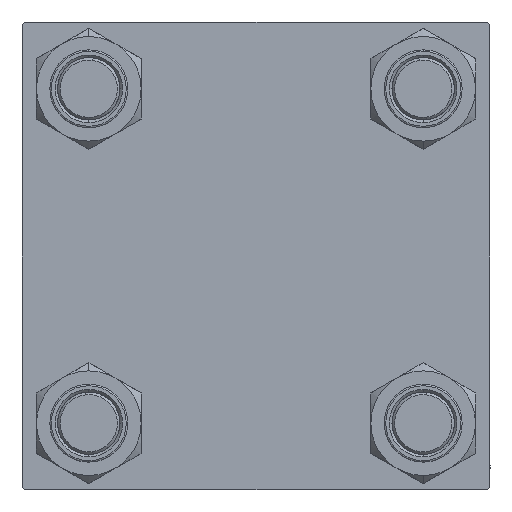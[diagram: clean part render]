
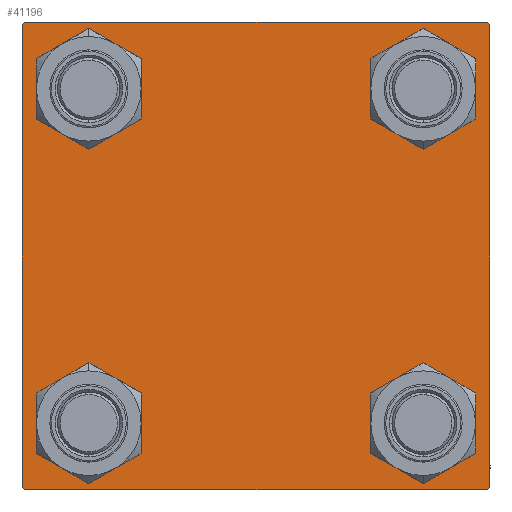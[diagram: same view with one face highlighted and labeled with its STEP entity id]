
A CAD part, left-side view. The second image highlights one B-rep face of the part: STEP entity #41196.
In plain terms, the highlighted planar face has unit normal (-1, 0, 0).
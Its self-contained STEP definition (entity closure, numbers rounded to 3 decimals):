
#23 = LINE ( 'NONE', #47331, #1268 ) ;
#238 = EDGE_CURVE ( 'NONE', #5922, #40288, #35894, .T. ) ;
#1268 = VECTOR ( 'NONE', #12478, 1000. ) ;
#1618 = CARTESIAN_POINT ( 'NONE',  ( 0., 32.15, 38.65 ) ) ;
#1627 = CARTESIAN_POINT ( 'NONE',  ( 0., -32.15, 32.15 ) ) ;
#1804 = CIRCLE ( 'NONE', #6666, 6.5 ) ;
#2002 = ORIENTED_EDGE ( 'NONE', *, *, #30368, .T. ) ;
#2063 = DIRECTION ( 'NONE',  ( 0., -1., 0. ) ) ;
#2288 = CIRCLE ( 'NONE', #23413, 6.5 ) ;
#2961 = DIRECTION ( 'NONE',  ( 1., 0., 0. ) ) ;
#3282 = ORIENTED_EDGE ( 'NONE', *, *, #36346, .T. ) ;
#3344 = AXIS2_PLACEMENT_3D ( 'NONE', #23732, #31603, #4400 ) ;
#3585 = DIRECTION ( 'NONE',  ( 0., 0., 1. ) ) ;
#4400 = DIRECTION ( 'NONE',  ( 0., 0., 1. ) ) ;
#4701 = EDGE_LOOP ( 'NONE', ( #2002, #26493 ) ) ;
#4949 = VERTEX_POINT ( 'NONE', #25581 ) ;
#5440 = VECTOR ( 'NONE', #21656, 1000. ) ;
#5753 = CIRCLE ( 'NONE', #6547, 6.5 ) ;
#5820 = CARTESIAN_POINT ( 'NONE',  ( 0., -45., 45. ) ) ;
#5877 = VERTEX_POINT ( 'NONE', #13332 ) ;
#5899 = CARTESIAN_POINT ( 'NONE',  ( 0., 44.75, -44.75 ) ) ;
#5922 = VERTEX_POINT ( 'NONE', #47690 ) ;
#6356 = ORIENTED_EDGE ( 'NONE', *, *, #14846, .T. ) ;
#6547 = AXIS2_PLACEMENT_3D ( 'NONE', #1627, #14066, #17125 ) ;
#6666 = AXIS2_PLACEMENT_3D ( 'NONE', #19088, #30300, #3585 ) ;
#7081 = CARTESIAN_POINT ( 'NONE',  ( 0., 44.5, 45. ) ) ;
#7195 = DIRECTION ( 'NONE',  ( 0., 0., 1. ) ) ;
#7771 = ORIENTED_EDGE ( 'NONE', *, *, #47663, .T. ) ;
#8069 = DIRECTION ( 'NONE',  ( 1., 0., 0. ) ) ;
#8326 = DIRECTION ( 'NONE',  ( 0., 0.707, -0.707 ) ) ;
#8570 = EDGE_LOOP ( 'NONE', ( #3282, #43296 ) ) ;
#8891 = EDGE_CURVE ( 'NONE', #40239, #25636, #21558, .T. ) ;
#9794 = VERTEX_POINT ( 'NONE', #7081 ) ;
#11349 = EDGE_CURVE ( 'NONE', #28190, #20135, #17259, .T. ) ;
#11554 = VECTOR ( 'NONE', #17316, 1000. ) ;
#11996 = VECTOR ( 'NONE', #25651, 1000. ) ;
#12119 = VERTEX_POINT ( 'NONE', #46119 ) ;
#12478 = DIRECTION ( 'NONE',  ( 0., -0.707, 0.707 ) ) ;
#12865 = CARTESIAN_POINT ( 'NONE',  ( 0., 45., 44.5 ) ) ;
#12870 = CARTESIAN_POINT ( 'NONE',  ( 0., -32.15, 32.15 ) ) ;
#12890 = CARTESIAN_POINT ( 'NONE',  ( 0., 44.75, 44.75 ) ) ;
#13332 = CARTESIAN_POINT ( 'NONE',  ( 0., 32.15, -25.65 ) ) ;
#14066 = DIRECTION ( 'NONE',  ( 1., 0., 0. ) ) ;
#14464 = CARTESIAN_POINT ( 'NONE',  ( 0., -32.15, -38.65 ) ) ;
#14637 = AXIS2_PLACEMENT_3D ( 'NONE', #42955, #38378, #27170 ) ;
#14831 = FACE_BOUND ( 'NONE', #26919, .T. ) ;
#14846 = EDGE_CURVE ( 'NONE', #28190, #39656, #40257, .T. ) ;
#16906 = CARTESIAN_POINT ( 'NONE',  ( 0., -32.15, -32.15 ) ) ;
#17061 = LINE ( 'NONE', #44049, #11554 ) ;
#17125 = DIRECTION ( 'NONE',  ( 0., 0., 1. ) ) ;
#17259 = LINE ( 'NONE', #5820, #11996 ) ;
#17311 = CARTESIAN_POINT ( 'NONE',  ( 0., 45., 45. ) ) ;
#17316 = DIRECTION ( 'NONE',  ( 0., 0., -1. ) ) ;
#17384 = EDGE_CURVE ( 'NONE', #26082, #33392, #2288, .T. ) ;
#17581 = DIRECTION ( 'NONE',  ( 0., -0.707, -0.707 ) ) ;
#17993 = AXIS2_PLACEMENT_3D ( 'NONE', #12870, #27889, #46978 ) ;
#19088 = CARTESIAN_POINT ( 'NONE',  ( 0., 32.15, -32.15 ) ) ;
#19523 = CARTESIAN_POINT ( 'NONE',  ( 0., 32.15, 25.65 ) ) ;
#19659 = DIRECTION ( 'NONE',  ( -1., 0., 0. ) ) ;
#19743 = EDGE_CURVE ( 'NONE', #9794, #39656, #24940, .T. ) ;
#20135 = VERTEX_POINT ( 'NONE', #49419 ) ;
#20654 = CARTESIAN_POINT ( 'NONE',  ( 0., -44.75, 44.75 ) ) ;
#20731 = AXIS2_PLACEMENT_3D ( 'NONE', #37568, #2961, #23030 ) ;
#20757 = EDGE_LOOP ( 'NONE', ( #7771, #39555, #27745, #37405, #28895, #6356, #22184, #30505 ) ) ;
#21558 = CIRCLE ( 'NONE', #20731, 6.5 ) ;
#21656 = DIRECTION ( 'NONE',  ( 0., 0.707, 0.707 ) ) ;
#21720 = DIRECTION ( 'NONE',  ( 1., 0., 0. ) ) ;
#22184 = ORIENTED_EDGE ( 'NONE', *, *, #19743, .F. ) ;
#22963 = PLANE ( 'NONE',  #26553 ) ;
#23027 = LINE ( 'NONE', #26829, #47523 ) ;
#23030 = DIRECTION ( 'NONE',  ( 0., 0., 1. ) ) ;
#23413 = AXIS2_PLACEMENT_3D ( 'NONE', #16906, #21720, #44135 ) ;
#23581 = DIRECTION ( 'NONE',  ( 0., 0., 1. ) ) ;
#23732 = CARTESIAN_POINT ( 'NONE',  ( 0., -32.15, -32.15 ) ) ;
#24447 = VERTEX_POINT ( 'NONE', #12865 ) ;
#24940 = LINE ( 'NONE', #17311, #34011 ) ;
#25543 = VECTOR ( 'NONE', #17581, 1000. ) ;
#25581 = CARTESIAN_POINT ( 'NONE',  ( 0., 45., -44.5 ) ) ;
#25636 = VERTEX_POINT ( 'NONE', #1618 ) ;
#25651 = DIRECTION ( 'NONE',  ( 0., 0., -1. ) ) ;
#26082 = VERTEX_POINT ( 'NONE', #30402 ) ;
#26493 = ORIENTED_EDGE ( 'NONE', *, *, #42587, .T. ) ;
#26553 = AXIS2_PLACEMENT_3D ( 'NONE', #38492, #19659, #7195 ) ;
#26829 = CARTESIAN_POINT ( 'NONE',  ( 0., 45., -45. ) ) ;
#26919 = EDGE_LOOP ( 'NONE', ( #42619, #34378 ) ) ;
#27170 = DIRECTION ( 'NONE',  ( 0., 0., 1. ) ) ;
#27543 = FACE_BOUND ( 'NONE', #33829, .T. ) ;
#27745 = ORIENTED_EDGE ( 'NONE', *, *, #37240, .T. ) ;
#27889 = DIRECTION ( 'NONE',  ( 1., 0., 0. ) ) ;
#28190 = VERTEX_POINT ( 'NONE', #48331 ) ;
#28442 = CIRCLE ( 'NONE', #14637, 6.5 ) ;
#28895 = ORIENTED_EDGE ( 'NONE', *, *, #11349, .F. ) ;
#30300 = DIRECTION ( 'NONE',  ( 1., 0., 0. ) ) ;
#30368 = EDGE_CURVE ( 'NONE', #5877, #37884, #1804, .T. ) ;
#30402 = CARTESIAN_POINT ( 'NONE',  ( 0., -32.15, -25.65 ) ) ;
#30505 = ORIENTED_EDGE ( 'NONE', *, *, #44900, .T. ) ;
#31119 = FACE_BOUND ( 'NONE', #8570, .T. ) ;
#31603 = DIRECTION ( 'NONE',  ( 1., 0., 0. ) ) ;
#32415 = ORIENTED_EDGE ( 'NONE', *, *, #238, .T. ) ;
#33392 = VERTEX_POINT ( 'NONE', #14464 ) ;
#33829 = EDGE_LOOP ( 'NONE', ( #47351, #32415 ) ) ;
#34011 = VECTOR ( 'NONE', #2063, 1000. ) ;
#34378 = ORIENTED_EDGE ( 'NONE', *, *, #45483, .T. ) ;
#35104 = CARTESIAN_POINT ( 'NONE',  ( 0., 32.15, -38.65 ) ) ;
#35252 = CARTESIAN_POINT ( 'NONE',  ( 0., 44.5, -45. ) ) ;
#35286 = CIRCLE ( 'NONE', #36915, 6.5 ) ;
#35894 = CIRCLE ( 'NONE', #17993, 6.5 ) ;
#36346 = EDGE_CURVE ( 'NONE', #25636, #40239, #35286, .T. ) ;
#36768 = EDGE_CURVE ( 'NONE', #4949, #49403, #40750, .T. ) ;
#36915 = AXIS2_PLACEMENT_3D ( 'NONE', #40129, #8069, #23581 ) ;
#37235 = CARTESIAN_POINT ( 'NONE',  ( 0., -32.15, 38.65 ) ) ;
#37240 = EDGE_CURVE ( 'NONE', #49403, #12119, #23027, .T. ) ;
#37405 = ORIENTED_EDGE ( 'NONE', *, *, #39920, .T. ) ;
#37568 = CARTESIAN_POINT ( 'NONE',  ( 0., 32.15, 32.15 ) ) ;
#37884 = VERTEX_POINT ( 'NONE', #35104 ) ;
#38378 = DIRECTION ( 'NONE',  ( 1., 0., 0. ) ) ;
#38492 = CARTESIAN_POINT ( 'NONE',  ( 0., 0., 0. ) ) ;
#39508 = CARTESIAN_POINT ( 'NONE',  ( 0., -44.5, 45. ) ) ;
#39555 = ORIENTED_EDGE ( 'NONE', *, *, #36768, .T. ) ;
#39656 = VERTEX_POINT ( 'NONE', #39508 ) ;
#39920 = EDGE_CURVE ( 'NONE', #12119, #20135, #23, .T. ) ;
#40129 = CARTESIAN_POINT ( 'NONE',  ( 0., 32.15, 32.15 ) ) ;
#40239 = VERTEX_POINT ( 'NONE', #19523 ) ;
#40257 = LINE ( 'NONE', #20654, #5440 ) ;
#40288 = VERTEX_POINT ( 'NONE', #37235 ) ;
#40750 = LINE ( 'NONE', #5899, #25543 ) ;
#41196 = ADVANCED_FACE ( 'NONE', ( #27543, #14831, #42304, #31119, #49941 ), #22963, .T. ) ;
#42304 = FACE_BOUND ( 'NONE', #4701, .T. ) ;
#42374 = DIRECTION ( 'NONE',  ( 0., -1., 0. ) ) ;
#42587 = EDGE_CURVE ( 'NONE', #37884, #5877, #28442, .T. ) ;
#42619 = ORIENTED_EDGE ( 'NONE', *, *, #17384, .T. ) ;
#42955 = CARTESIAN_POINT ( 'NONE',  ( 0., 32.15, -32.15 ) ) ;
#43160 = VECTOR ( 'NONE', #8326, 1000. ) ;
#43181 = LINE ( 'NONE', #12890, #43160 ) ;
#43296 = ORIENTED_EDGE ( 'NONE', *, *, #8891, .T. ) ;
#44049 = CARTESIAN_POINT ( 'NONE',  ( 0., 45., 45. ) ) ;
#44135 = DIRECTION ( 'NONE',  ( 0., 0., 1. ) ) ;
#44269 = EDGE_CURVE ( 'NONE', #40288, #5922, #5753, .T. ) ;
#44900 = EDGE_CURVE ( 'NONE', #9794, #24447, #43181, .T. ) ;
#45483 = EDGE_CURVE ( 'NONE', #33392, #26082, #45589, .T. ) ;
#45589 = CIRCLE ( 'NONE', #3344, 6.5 ) ;
#46119 = CARTESIAN_POINT ( 'NONE',  ( 0., -44.5, -45. ) ) ;
#46978 = DIRECTION ( 'NONE',  ( 0., 0., 1. ) ) ;
#47331 = CARTESIAN_POINT ( 'NONE',  ( 0., -44.75, -44.75 ) ) ;
#47351 = ORIENTED_EDGE ( 'NONE', *, *, #44269, .T. ) ;
#47523 = VECTOR ( 'NONE', #42374, 1000. ) ;
#47663 = EDGE_CURVE ( 'NONE', #24447, #4949, #17061, .T. ) ;
#47690 = CARTESIAN_POINT ( 'NONE',  ( 0., -32.15, 25.65 ) ) ;
#48331 = CARTESIAN_POINT ( 'NONE',  ( 0., -45., 44.5 ) ) ;
#49403 = VERTEX_POINT ( 'NONE', #35252 ) ;
#49419 = CARTESIAN_POINT ( 'NONE',  ( 0., -45., -44.5 ) ) ;
#49941 = FACE_OUTER_BOUND ( 'NONE', #20757, .T. ) ;
